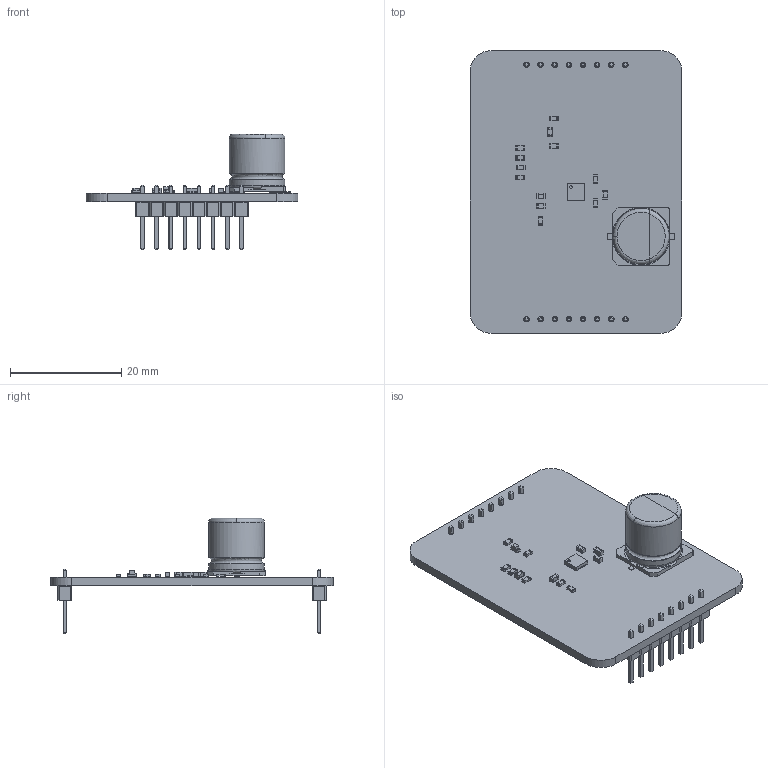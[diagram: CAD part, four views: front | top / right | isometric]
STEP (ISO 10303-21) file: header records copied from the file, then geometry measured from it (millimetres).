
FILE_DESCRIPTION(('KiCad electronic assembly'),'2;1');
FILE_NAME('DRV8876 Breakout.step','2022-10-05T18:24:11',('Pcbnew'),( 'Kicad'),'Open CASCADE STEP processor 7.6','KiCad to STEP converter' ,'Unknown');
FILE_SCHEMA(('AUTOMOTIVE_DESIGN { 1 0 10303 214 1 1 1 1 }'));
Length unit declared in the file: millimetre
Products named in the file (14): DRV8876 Breakout 1; C_0603_1608Metric; SOLID; R_0603_1608Metric; QFN-16-1EP_3x3mm_P0.5mm_EP1.8x1.8mm; LED_0603_1608Metric; CP_Elec_10x10.5; PinHeader_1x08_P2.54mm_Vertical; _autosave-DRV8876 Breakout PCB
Assembly tree (24 placements, depth 3):
  DRV8876 Breakout 1
    C_0603_1608Metric  x5
      SOLID
    R_0603_1608Metric  x7
      SOLID
    QFN-16-1EP_3x3mm_P0.5mm_EP1.8x1.8mm
      SOLID
    LED_0603_1608Metric
      SOLID
    CP_Elec_10x10.5
      SOLID
    PinHeader_1x08_P2.54mm_Vertical  x2
      SOLID
    _autosave-DRV8876 Breakout PCB
Bounding box: 38.1 x 50.8 x 20.74 mm (x, y, z)
Volume: 4209.2 mm3; surface area: 5688.7 mm2
Topology: 18 solids, 18 shells, 946 faces, 2417 edges, 1553 vertices
Faces by surface type: bspline 915, cylinder 25, plane 6
Full cylindrical faces by diameter (mm): 0.3 x5, 1 x16
Entity records: 31695 total; most frequent: CARTESIAN_POINT 11187, B_SPLINE_CURVE_WITH_KNOTS 3258, ORIENTED_EDGE 2502, PCURVE 2502, DEFINITIONAL_REPRESENTATION 2502, EDGE_CURVE 1251, SURFACE_CURVE 1223, VERTEX_POINT 805
